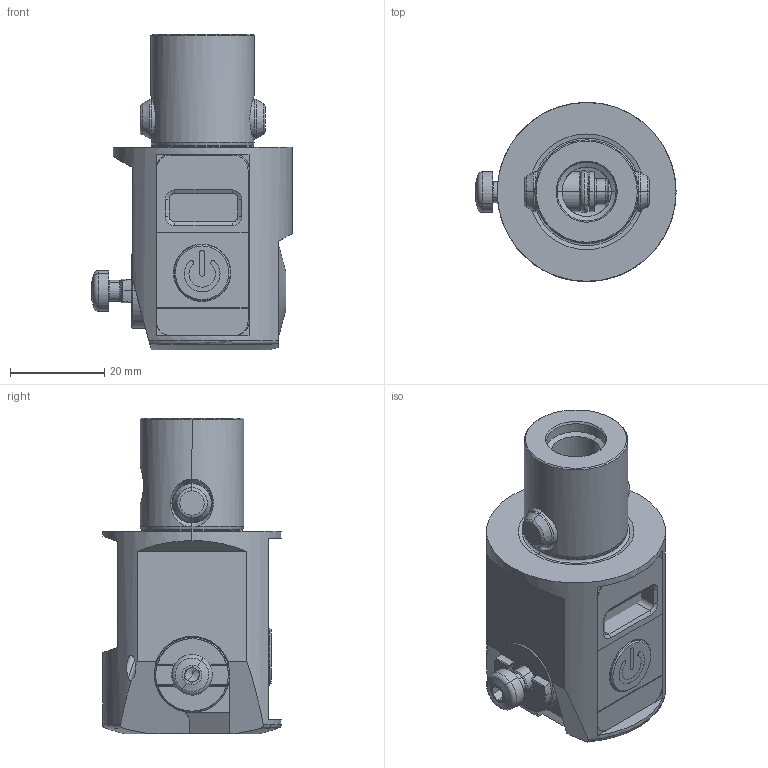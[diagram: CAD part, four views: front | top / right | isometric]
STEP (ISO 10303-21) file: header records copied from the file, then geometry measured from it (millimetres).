
FILE_DESCRIPTION(('no description'),'unknown implementation level');
FILE_NAME('D2A2A18E-34BA-4701-B008-1E5987E47B9C_export.stp',' ',('CIMSOURCE GmbH'),('CADClick - KiM GmbH - www.kimweb.de'),'unknown preprocess','ACIS','unknown authorization');
FILE_SCHEMA(('automotive_design'));
Length unit declared in the file: millimetre
Products named in the file (8): 310.840 KAISER Ausdrehkopf EWE41-74CKB4|395.156 KAISER Hauptdeckel EWE;NONE; 310.840 KAISER Ausdrehkopf EWE41-74CKB4|395.171 KAISER Batteriedeckel EWE_Battery III;Fase3; 310.840 KAISER Ausdrehkopf EWE41-74CKB4|395.178 KAISER Werkzeugtr�ger EWE41-74;4x Fase stirnseitig 0.25x45�; 310.840 KAISER Ausdrehkopf EWE41-74CKB4|690.138 KAISER Schraube M5x10;Schnitt-Linear austragen2; 310.840 KAISER Ausdrehkopf EWE41-74CKB4|395.177 KAISER Werkzeugk�rper EWE41-74-CKB4-1;Schnitt-Linear austragen54; 310.840 KAISER Ausdrehkopf EWE41-74CKB4|395.177 KAISER Werkzeugk�rper EWE41-74-CKB4;Hohnen �16.006; 310.840 KAISER Ausdrehkopf EWE41-74CKB4|691.504 KAISER Mitnehmerbolzen|692.286 O-Ring 6x1.5;Rotation1; 310.840 KAISER Ausdrehkopf EWE41-74CKB4|691.504 KAISER Mitnehmerbolzen|691.524 Mitnehmerbolzen;Rotation1
Bounding box: 42.51 x 38 x 67 mm (x, y, z)
Volume: 46688.4 mm3; surface area: 18879.7 mm2
Topology: 8 solids, 9 shells, 491 faces, 1138 edges, 669 vertices
Faces by surface type: plane 168, cylinder 157, cone 115, torus 51
Entity records: 27767 total; most frequent: CARTESIAN_POINT 3474, DIRECTION 2536, STYLED_ITEM 2286, PRESENTATION_STYLE_ASSIGNMENT 2286, COLOUR_RGB 2286, ORIENTED_EDGE 2236, EDGE_CURVE 1118, CURVE_STYLE 1118
